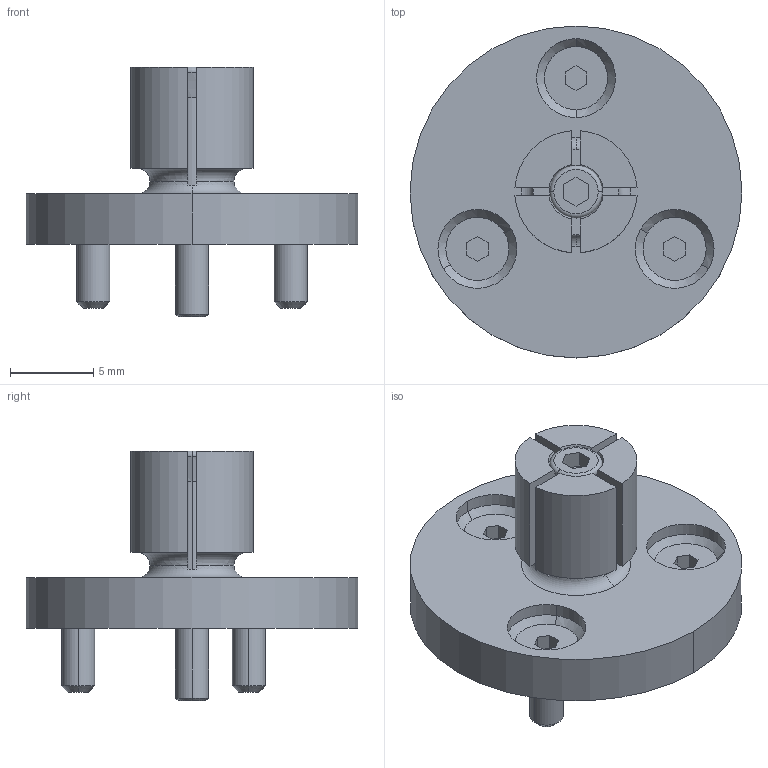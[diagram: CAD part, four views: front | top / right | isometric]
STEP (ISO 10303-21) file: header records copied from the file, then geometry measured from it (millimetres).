
FILE_DESCRIPTION (( 'STEP AP203' ), '1' );
FILE_NAME ('mbid02.STEP', '2021-10-26T02:38:39', ( '' ), ( '' ), 'SwSTEP 2.0', 'SolidWorks 2020', '' );
FILE_SCHEMA (( 'CONFIG_CONTROL_DESIGN' ));
Length unit declared in the file: millimetre
Products named in the file (6): mbid02_01; mbid02_03; mbid02; mbid02_02; mbid02_04; mbid02_05
Assembly tree (5 placements, depth 2):
  mbid02
    mbid02_01
    mbid02_02
    mbid02_03
    mbid02_04
    mbid02_05
Bounding box: 19.99 x 19.99 x 15.03 mm (x, y, z)
Volume: 1195.6 mm3; surface area: 1537.8 mm2
Topology: 5 solids, 5 shells, 130 faces, 308 edges, 194 vertices
Faces by surface type: plane 60, cylinder 36, cone 26, torus 8
Entity records: 4454 total; most frequent: CARTESIAN_POINT 756, DIRECTION 678, ORIENTED_EDGE 616, EDGE_CURVE 308, AXIS2_PLACEMENT_3D 256, VERTEX_POINT 194, VECTOR 166, LINE 166
